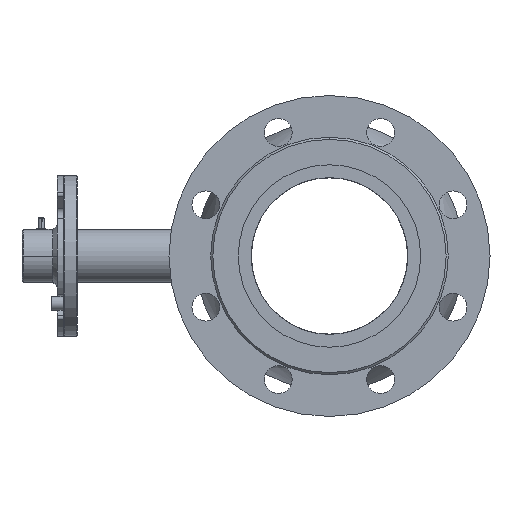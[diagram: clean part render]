
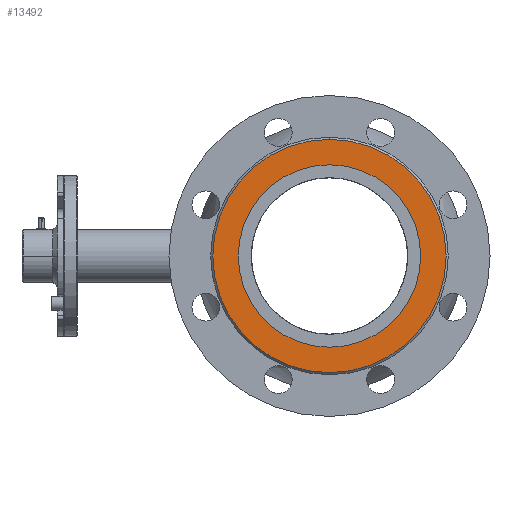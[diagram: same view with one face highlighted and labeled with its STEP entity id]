
A CAD part, left-side view. The second image highlights one B-rep face of the part: STEP entity #13492.
In plain terms, the highlighted planar face has unit normal (-1, 0, 0).
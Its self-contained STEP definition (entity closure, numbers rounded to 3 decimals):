
#257 = DIRECTION ( 'NONE',  ( -1., 0., 0. ) ) ;
#447 = DIRECTION ( 'NONE',  ( -1., 0., 0. ) ) ;
#502 = EDGE_CURVE ( 'NONE', #14843, #4749, #9894, .T. ) ;
#749 = CIRCLE ( 'NONE', #6959, 85.25 ) ;
#1114 = ORIENTED_EDGE ( 'NONE', *, *, #5461, .F. ) ;
#1642 = DIRECTION ( 'NONE',  ( 0., 0., -1. ) ) ;
#1655 = CARTESIAN_POINT ( 'NONE',  ( -175., 0., -109. ) ) ;
#1706 = DIRECTION ( 'NONE',  ( 0., 0., 1. ) ) ;
#1958 = PLANE ( 'NONE',  #4799 ) ;
#2781 = CIRCLE ( 'NONE', #7434, 109. ) ;
#2917 = DIRECTION ( 'NONE',  ( -1., 0., 0. ) ) ;
#3005 = CARTESIAN_POINT ( 'NONE',  ( -175., 0., 0. ) ) ;
#3007 = EDGE_LOOP ( 'NONE', ( #1114, #5184 ) ) ;
#4287 = CARTESIAN_POINT ( 'NONE',  ( -175., 0., 0. ) ) ;
#4339 = DIRECTION ( 'NONE',  ( 0., 0., 1. ) ) ;
#4749 = VERTEX_POINT ( 'NONE', #1655 ) ;
#4799 = AXIS2_PLACEMENT_3D ( 'NONE', #11535, #6899, #1642 ) ;
#5106 = AXIS2_PLACEMENT_3D ( 'NONE', #4287, #2917, #7793 ) ;
#5184 = ORIENTED_EDGE ( 'NONE', *, *, #15644, .F. ) ;
#5461 = EDGE_CURVE ( 'NONE', #8969, #5543, #749, .T. ) ;
#5521 = FACE_BOUND ( 'NONE', #3007, .T. ) ;
#5543 = VERTEX_POINT ( 'NONE', #13309 ) ;
#6899 = DIRECTION ( 'NONE',  ( 1., 0., 0. ) ) ;
#6959 = AXIS2_PLACEMENT_3D ( 'NONE', #7766, #447, #4339 ) ;
#7434 = AXIS2_PLACEMENT_3D ( 'NONE', #3005, #15326, #1706 ) ;
#7706 = CARTESIAN_POINT ( 'NONE',  ( -175., 0., 0. ) ) ;
#7766 = CARTESIAN_POINT ( 'NONE',  ( -175., 0., 0. ) ) ;
#7793 = DIRECTION ( 'NONE',  ( 0., 0., 1. ) ) ;
#8969 = VERTEX_POINT ( 'NONE', #9931 ) ;
#9119 = AXIS2_PLACEMENT_3D ( 'NONE', #7706, #257, #9160 ) ;
#9160 = DIRECTION ( 'NONE',  ( 0., 0., 1. ) ) ;
#9894 = CIRCLE ( 'NONE', #9119, 109. ) ;
#9931 = CARTESIAN_POINT ( 'NONE',  ( -175., 0., 85.25 ) ) ;
#10429 = ORIENTED_EDGE ( 'NONE', *, *, #15073, .T. ) ;
#10462 = EDGE_LOOP ( 'NONE', ( #10429, #13071 ) ) ;
#11535 = CARTESIAN_POINT ( 'NONE',  ( -175., 109., 0. ) ) ;
#12257 = CARTESIAN_POINT ( 'NONE',  ( -175., 0., 109. ) ) ;
#13070 = FACE_OUTER_BOUND ( 'NONE', #10462, .T. ) ;
#13071 = ORIENTED_EDGE ( 'NONE', *, *, #502, .T. ) ;
#13309 = CARTESIAN_POINT ( 'NONE',  ( -175., 0., -85.25 ) ) ;
#13408 = CIRCLE ( 'NONE', #5106, 85.25 ) ;
#13492 = ADVANCED_FACE ( 'NONE', ( #5521, #13070 ), #1958, .F. ) ;
#14843 = VERTEX_POINT ( 'NONE', #12257 ) ;
#15073 = EDGE_CURVE ( 'NONE', #4749, #14843, #2781, .T. ) ;
#15326 = DIRECTION ( 'NONE',  ( -1., 0., 0. ) ) ;
#15644 = EDGE_CURVE ( 'NONE', #5543, #8969, #13408, .T. ) ;
